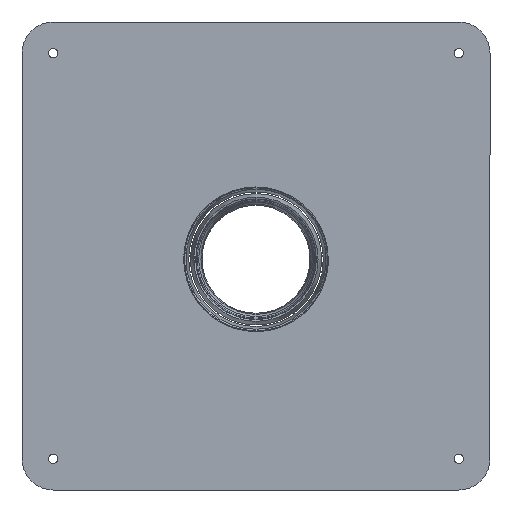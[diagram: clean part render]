
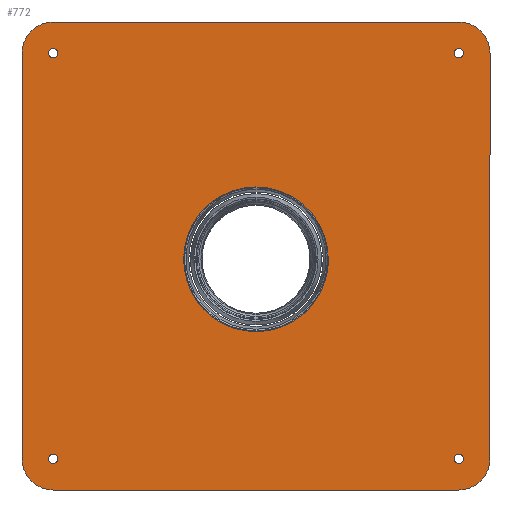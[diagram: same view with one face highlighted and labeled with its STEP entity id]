
A CAD part, left-side view. The second image highlights one B-rep face of the part: STEP entity #772.
In plain terms, the highlighted planar face has unit normal (-1, 0, 0).
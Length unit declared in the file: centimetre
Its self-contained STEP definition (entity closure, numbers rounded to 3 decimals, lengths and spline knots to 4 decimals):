
#31=B_SPLINE_CURVE_WITH_KNOTS('',3,(#1286,#1287,#1288,#1289,#1290,#1291,
#1292,#1293,#1294,#1295,#1296,#1297),.UNSPECIFIED.,.F.,.F.,(4,2,2,2,2,4),
(-292.0989,-281.8472,-271.5955,-253.489,
-235.3825,-219.1009),.UNSPECIFIED.);
#32=B_SPLINE_CURVE_WITH_KNOTS('',3,(#1304,#1305,#1306,#1307,#1308,#1309,
#1310,#1311,#1312,#1313,#1314,#1315,#1316,#1317,#1318,#1319,#1320,#1321,
#1322,#1323),.UNSPECIFIED.,.F.,.F.,(4,2,2,2,2,2,2,2,2,4),(-219.1009,
-217.276,-199.1695,-181.063,-162.9566,
-144.8502,-126.7439,-108.6376,-90.5313,
-73.0339),.UNSPECIFIED.);
#48=FACE_BOUND('',#128,.T.);
#49=FACE_BOUND('',#129,.T.);
#50=FACE_BOUND('',#130,.T.);
#51=FACE_BOUND('',#131,.T.);
#52=FACE_BOUND('',#132,.T.);
#60=PLANE('',#842);
#77=FACE_OUTER_BOUND('',#127,.T.);
#127=EDGE_LOOP('',(#576,#577,#578,#579,#580,#581,#582,#583));
#128=EDGE_LOOP('',(#584));
#129=EDGE_LOOP('',(#585));
#130=EDGE_LOOP('',(#586));
#131=EDGE_LOOP('',(#587));
#132=EDGE_LOOP('',(#588,#589,#590));
#173=LINE('',#1246,#208);
#179=LINE('',#1269,#214);
#183=LINE('',#1280,#218);
#184=LINE('',#1282,#219);
#208=VECTOR('',#970,1.);
#214=VECTOR('',#992,1.);
#218=VECTOR('',#1006,1.);
#219=VECTOR('',#1009,1.);
#235=CIRCLE('',#808,3.);
#237=CIRCLE('',#811,3.);
#239=CIRCLE('',#814,3.);
#241=CIRCLE('',#817,3.);
#244=CIRCLE('',#821,20.);
#249=CIRCLE('',#829,20.);
#250=CIRCLE('',#832,20.);
#251=CIRCLE('',#834,20.);
#255=CIRCLE('',#841,46.35);
#315=VERTEX_POINT('',#1209);
#317=VERTEX_POINT('',#1215);
#319=VERTEX_POINT('',#1221);
#321=VERTEX_POINT('',#1227);
#325=VERTEX_POINT('',#1236);
#326=VERTEX_POINT('',#1238);
#328=VERTEX_POINT('',#1244);
#335=VERTEX_POINT('',#1262);
#336=VERTEX_POINT('',#1264);
#337=VERTEX_POINT('',#1268);
#338=VERTEX_POINT('',#1272);
#339=VERTEX_POINT('',#1276);
#340=VERTEX_POINT('',#1284);
#341=VERTEX_POINT('',#1285);
#344=VERTEX_POINT('',#1303);
#391=EDGE_CURVE('',#315,#315,#235,.T.);
#394=EDGE_CURVE('',#317,#317,#237,.T.);
#397=EDGE_CURVE('',#319,#319,#239,.T.);
#400=EDGE_CURVE('',#321,#321,#241,.T.);
#405=EDGE_CURVE('',#325,#326,#244,.T.);
#409=EDGE_CURVE('',#325,#328,#173,.T.);
#418=EDGE_CURVE('',#335,#336,#249,.T.);
#420=EDGE_CURVE('',#337,#336,#179,.T.);
#422=EDGE_CURVE('',#337,#338,#250,.T.);
#425=EDGE_CURVE('',#339,#328,#251,.T.);
#426=EDGE_CURVE('',#339,#338,#183,.T.);
#427=EDGE_CURVE('',#335,#326,#184,.T.);
#428=EDGE_CURVE('',#340,#341,#31,.T.);
#432=EDGE_CURVE('',#341,#344,#32,.T.);
#433=EDGE_CURVE('',#340,#344,#255,.T.);
#576=ORIENTED_EDGE('',*,*,#405,.F.);
#577=ORIENTED_EDGE('',*,*,#409,.T.);
#578=ORIENTED_EDGE('',*,*,#425,.F.);
#579=ORIENTED_EDGE('',*,*,#426,.T.);
#580=ORIENTED_EDGE('',*,*,#422,.F.);
#581=ORIENTED_EDGE('',*,*,#420,.T.);
#582=ORIENTED_EDGE('',*,*,#418,.F.);
#583=ORIENTED_EDGE('',*,*,#427,.T.);
#584=ORIENTED_EDGE('',*,*,#391,.T.);
#585=ORIENTED_EDGE('',*,*,#394,.T.);
#586=ORIENTED_EDGE('',*,*,#397,.T.);
#587=ORIENTED_EDGE('',*,*,#400,.T.);
#588=ORIENTED_EDGE('',*,*,#433,.T.);
#589=ORIENTED_EDGE('',*,*,#432,.F.);
#590=ORIENTED_EDGE('',*,*,#428,.F.);
#772=ADVANCED_FACE('',(#77,#48,#49,#50,#51,#52),#60,.T.);
#808=AXIS2_PLACEMENT_3D('',#1210,#932,#933);
#811=AXIS2_PLACEMENT_3D('',#1216,#939,#940);
#814=AXIS2_PLACEMENT_3D('',#1222,#946,#947);
#817=AXIS2_PLACEMENT_3D('',#1228,#953,#954);
#821=AXIS2_PLACEMENT_3D('',#1239,#963,#964);
#829=AXIS2_PLACEMENT_3D('',#1265,#987,#988);
#832=AXIS2_PLACEMENT_3D('',#1273,#996,#997);
#834=AXIS2_PLACEMENT_3D('',#1278,#1002,#1003);
#841=AXIS2_PLACEMENT_3D('',#1324,#1018,#1019);
#842=AXIS2_PLACEMENT_3D('',#1325,#1020,#1021);
#932=DIRECTION('center_axis',(1.,0.,0.));
#933=DIRECTION('ref_axis',(0.,0.,-1.));
#939=DIRECTION('center_axis',(1.,0.,0.));
#940=DIRECTION('ref_axis',(0.,0.,-1.));
#946=DIRECTION('center_axis',(1.,0.,0.));
#947=DIRECTION('ref_axis',(0.,0.,-1.));
#953=DIRECTION('center_axis',(1.,0.,0.));
#954=DIRECTION('ref_axis',(0.,0.,-1.));
#963=DIRECTION('center_axis',(1.,0.,0.));
#964=DIRECTION('ref_axis',(0.,-0.707,0.707));
#970=DIRECTION('',(0.,1.,0.));
#987=DIRECTION('center_axis',(1.,0.,0.));
#988=DIRECTION('ref_axis',(0.,-0.707,-0.707));
#992=DIRECTION('',(0.,-1.,0.));
#996=DIRECTION('center_axis',(1.,0.,0.));
#997=DIRECTION('ref_axis',(0.,0.707,-0.707));
#1002=DIRECTION('center_axis',(1.,0.,0.));
#1003=DIRECTION('ref_axis',(0.,0.707,0.707));
#1006=DIRECTION('',(0.,0.,-1.));
#1009=DIRECTION('',(0.,0.,1.));
#1018=DIRECTION('center_axis',(1.,0.,0.));
#1019=DIRECTION('ref_axis',(0.,1.,0.));
#1020=DIRECTION('center_axis',(-1.,0.,0.));
#1021=DIRECTION('ref_axis',(0.,1.,0.));
#1209=CARTESIAN_POINT('',(1238.7094,20.,22.9769));
#1210=CARTESIAN_POINT('Origin',(1238.7094,20.,19.9769));
#1215=CARTESIAN_POINT('',(1238.7094,280.,22.9769));
#1216=CARTESIAN_POINT('Origin',(1238.7094,280.,19.9769));
#1221=CARTESIAN_POINT('',(1238.7094,280.,282.9769));
#1222=CARTESIAN_POINT('Origin',(1238.7094,280.,279.9769));
#1227=CARTESIAN_POINT('',(1238.7094,20.,282.9769));
#1228=CARTESIAN_POINT('Origin',(1238.7094,20.,279.9769));
#1236=CARTESIAN_POINT('',(1238.7094,20.,299.9769));
#1238=CARTESIAN_POINT('',(1238.7094,0.,279.9769));
#1239=CARTESIAN_POINT('Origin',(1238.7094,20.,279.9769));
#1244=CARTESIAN_POINT('',(1238.7094,280.,299.9769));
#1246=CARTESIAN_POINT('',(1238.7094,150.,299.9769));
#1262=CARTESIAN_POINT('',(1238.7094,0.,19.9769));
#1264=CARTESIAN_POINT('',(1238.7094,20.,-0.0231));
#1265=CARTESIAN_POINT('Origin',(1238.7094,20.,19.9769));
#1268=CARTESIAN_POINT('',(1238.7094,280.,-0.0231));
#1269=CARTESIAN_POINT('',(1238.7094,150.,-0.0231));
#1272=CARTESIAN_POINT('',(1238.7094,300.,19.9769));
#1273=CARTESIAN_POINT('Origin',(1238.7094,280.,19.9769));
#1276=CARTESIAN_POINT('',(1238.7094,300.,279.9769));
#1278=CARTESIAN_POINT('Origin',(1238.7094,280.,279.9769));
#1280=CARTESIAN_POINT('',(1238.7094,300.,149.9769));
#1282=CARTESIAN_POINT('',(1238.7094,0.,149.9769));
#1284=CARTESIAN_POINT('',(1238.7094,150.,194.2352));
#1285=CARTESIAN_POINT('',(1238.7094,196.35,147.8832));
#1286=CARTESIAN_POINT('Ctrl Pts',(1238.7094,150.,194.2352));
#1287=CARTESIAN_POINT('Ctrl Pts',(1238.7094,153.4172,194.2352));
#1288=CARTESIAN_POINT('Ctrl Pts',(1238.7094,156.824,193.8572));
#1289=CARTESIAN_POINT('Ctrl Pts',(1238.7094,163.4923,192.3594));
#1290=CARTESIAN_POINT('Ctrl Pts',(1238.7094,166.7335,191.244));
#1291=CARTESIAN_POINT('Ctrl Pts',(1238.7094,175.2781,187.2014));
#1292=CARTESIAN_POINT('Ctrl Pts',(1238.7094,180.1775,183.5793));
#1293=CARTESIAN_POINT('Ctrl Pts',(1238.7094,188.312,174.6608));
#1294=CARTESIAN_POINT('Ctrl Pts',(1238.7094,191.4694,169.4498));
#1295=CARTESIAN_POINT('Ctrl Pts',(1238.7094,195.4004,158.6822));
#1296=CARTESIAN_POINT('Ctrl Pts',(1238.7094,196.3502,153.3011));
#1297=CARTESIAN_POINT('Ctrl Pts',(1238.7094,196.35,147.8832));
#1303=CARTESIAN_POINT('',(1238.7094,103.65,147.8852));
#1304=CARTESIAN_POINT('Ctrl Pts',(1238.7094,196.35,147.8832));
#1305=CARTESIAN_POINT('Ctrl Pts',(1238.7094,196.35,147.276));
#1306=CARTESIAN_POINT('Ctrl Pts',(1238.7094,196.338,146.6682));
#1307=CARTESIAN_POINT('Ctrl Pts',(1238.7094,196.0765,140.0296));
#1308=CARTESIAN_POINT('Ctrl Pts',(1238.7094,194.6632,134.1028));
#1309=CARTESIAN_POINT('Ctrl Pts',(1238.7094,189.6443,123.1247));
#1310=CARTESIAN_POINT('Ctrl Pts',(1238.7094,186.0867,118.1783));
#1311=CARTESIAN_POINT('Ctrl Pts',(1238.7094,177.2757,109.9275));
#1312=CARTESIAN_POINT('Ctrl Pts',(1238.7094,172.1066,106.7021));
#1313=CARTESIAN_POINT('Ctrl Pts',(1238.7094,160.8229,102.4141));
#1314=CARTESIAN_POINT('Ctrl Pts',(1238.7094,154.8163,101.3927));
#1315=CARTESIAN_POINT('Ctrl Pts',(1238.7094,142.7495,101.7096));
#1316=CARTESIAN_POINT('Ctrl Pts',(1238.7094,136.8048,103.045));
#1317=CARTESIAN_POINT('Ctrl Pts',(1238.7094,125.7618,107.9194));
#1318=CARTESIAN_POINT('Ctrl Pts',(1238.7094,120.7692,111.4117));
#1319=CARTESIAN_POINT('Ctrl Pts',(1238.7094,112.4036,120.1136));
#1320=CARTESIAN_POINT('Ctrl Pts',(1238.7094,109.1106,125.2399));
#1321=CARTESIAN_POINT('Ctrl Pts',(1238.7094,104.7496,136.2775));
#1322=CARTESIAN_POINT('Ctrl Pts',(1238.7094,103.65,142.0563));
#1323=CARTESIAN_POINT('Ctrl Pts',(1238.7094,103.65,147.8852));
#1324=CARTESIAN_POINT('Origin',(1238.7094,150.,147.8852));
#1325=CARTESIAN_POINT('Origin',(1238.7094,150.,216.0998));
